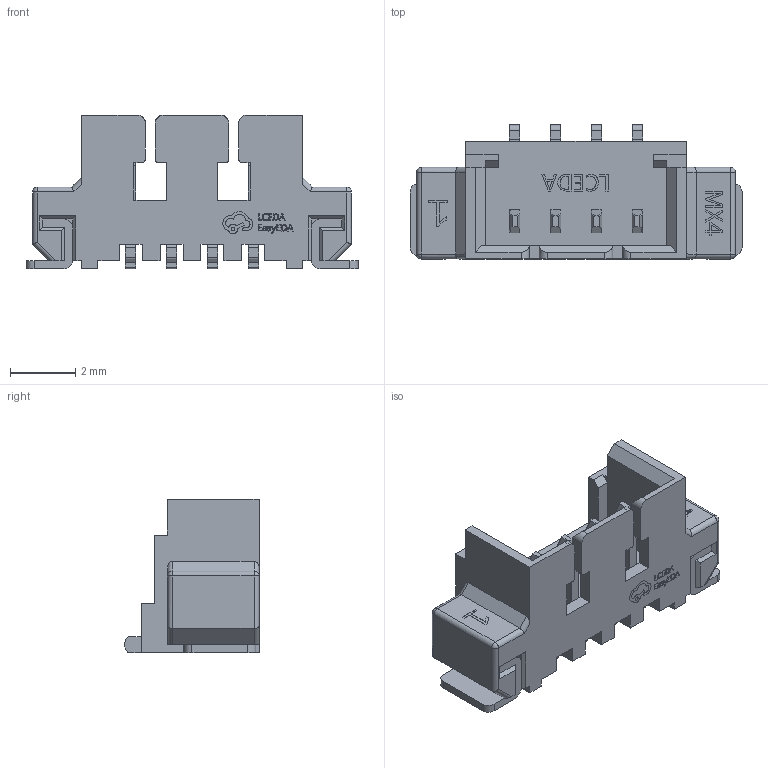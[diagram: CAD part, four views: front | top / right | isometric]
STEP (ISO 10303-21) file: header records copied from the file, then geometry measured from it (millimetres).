
FILE_DESCRIPTION (( 'STEP AP214' ), '1' );
FILE_NAME ('000.STEP', '2024-02-18T04:06:24', ( '' ), ( '' ), 'SwSTEP 2.0', 'SolidWorks 2022', '' );
FILE_SCHEMA (( 'AUTOMOTIVE_DESIGN' ));
Length unit declared in the file: millimetre
Products named in the file (3): COMPOUND(2)^CONN-SMD_AFC12-S04CCC-00(2)_CN1(2)_¸´¼þ (2) 3D_PCB1_2024-02-18(2)_3D_PCB1_2024-02-18; 000; CONN-SMD_AFC12-S04CCC-00(2)^CN1(2)_葩璃 (2) 3D_PCB1_2024-02-18(2)_3D_PCB1_2024-02-18
Assembly tree (2 placements, depth 3):
  000
    CONN-SMD_AFC12-S04CCC-00(2)^CN1(2)_葩璃 (2) 3D_PCB1_2024-02-18(2)_3D_PCB1_2024-02-18
      COMPOUND(2)^CONN-SMD_AFC12-S04CCC-00(2)_CN1(2)_¸´¼þ (2) 3D_PCB1_2024-02-18(2)_3D_PCB1_2024-02-18
Bounding box: 10.15 x 4.1 x 4.7 mm (x, y, z)
Volume: 68.8 mm3; surface area: 260.9 mm2
Topology: 18 solids, 18 shells, 668 faces, 1814 edges, 1190 vertices
Faces by surface type: plane 428, cylinder 122, bspline 114, sphere 4
Entity records: 22285 total; most frequent: CARTESIAN_POINT 6118, ORIENTED_EDGE 3620, DIRECTION 2754, EDGE_CURVE 1810, LINE 1350, VECTOR 1350, VERTEX_POINT 1190, AXIS2_PLACEMENT_3D 702
